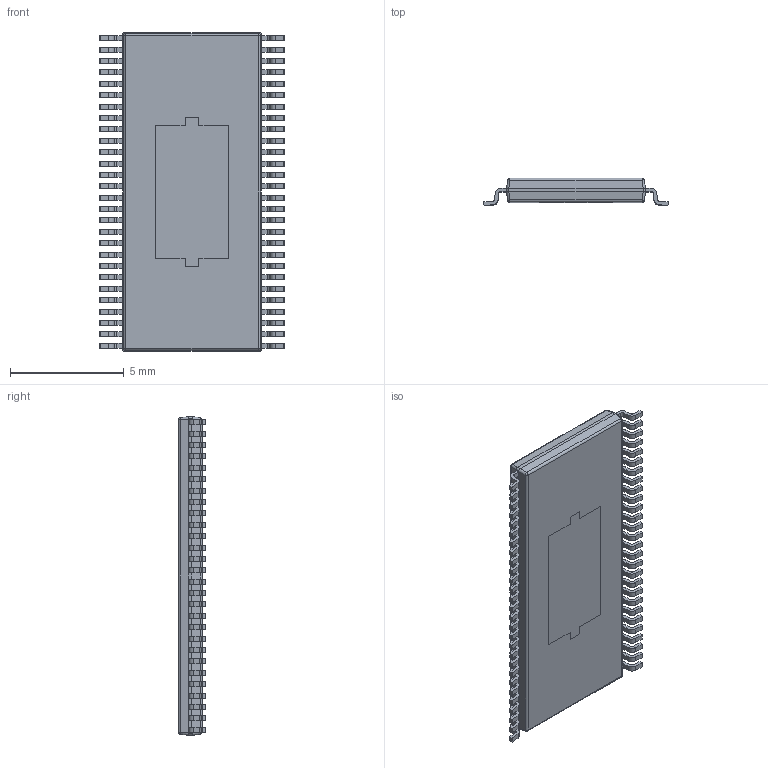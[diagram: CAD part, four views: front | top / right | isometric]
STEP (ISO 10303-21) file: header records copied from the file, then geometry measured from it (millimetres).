
FILE_DESCRIPTION (( 'STEP AP214' ), '1' );
FILE_NAME ('DCA56.STEP', '2023-12-22T13:32:12', ( '' ), ( '' ), 'SwSTEP 2.0', 'SolidWorks 2021', '' );
FILE_SCHEMA (( 'AUTOMOTIVE_DESIGN' ));
Length unit declared in the file: millimetre
Products named in the file (1): DCA56
Bounding box: 8.1 x 1.2 x 14 mm (x, y, z)
Volume: 91.1 mm3; surface area: 310.7 mm2
Topology: 59 solids, 59 shells, 860 faces, 2204 edges, 1456 vertices
Faces by surface type: plane 604, cylinder 248, sphere 8
Entity records: 26444 total; most frequent: CARTESIAN_POINT 4585, ORIENTED_EDGE 4392, DIRECTION 4374, EDGE_CURVE 2196, LINE 1692, VECTOR 1692, VERTEX_POINT 1456, AXIS2_PLACEMENT_3D 1341
